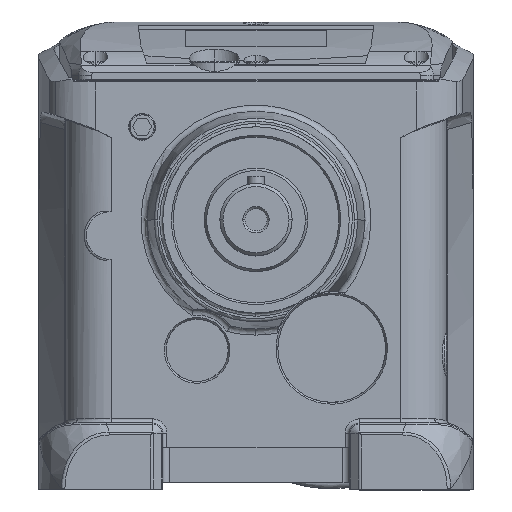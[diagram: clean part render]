
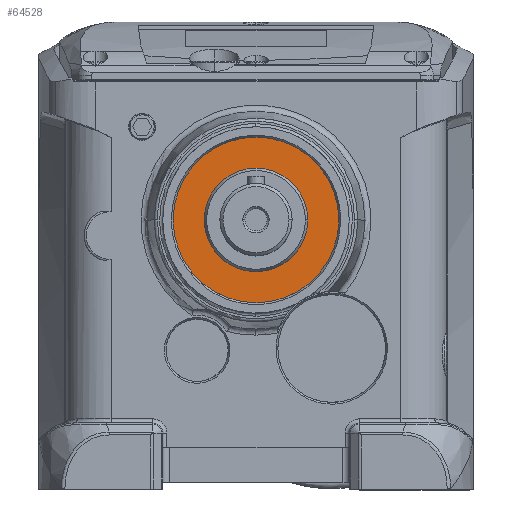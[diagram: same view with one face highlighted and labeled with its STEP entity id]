
A CAD part, top view. The second image highlights one B-rep face of the part: STEP entity #64528.
In plain terms, the highlighted planar face has unit normal (0, 0, 1).
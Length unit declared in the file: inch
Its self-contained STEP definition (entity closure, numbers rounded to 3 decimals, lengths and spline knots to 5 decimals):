
#568 = CARTESIAN_POINT ( 'NONE',  ( -5.21762, 1.48964, 5.67299 ) ) ;
#3111 = AXIS2_PLACEMENT_3D ( 'NONE', #41783, #21634, #57009 ) ;
#4418 = CIRCLE ( 'NONE', #50098, 0.98425 ) ;
#5641 = DIRECTION ( 'NONE',  ( 1., 0., 0. ) ) ;
#5683 = CARTESIAN_POINT ( 'NONE',  ( -5.21762, 1.48964, 5.67299 ) ) ;
#5813 = AXIS2_PLACEMENT_3D ( 'NONE', #51187, #20876, #56243 ) ;
#6759 = CIRCLE ( 'NONE', #63567, 1.5748 ) ;
#7611 = VERTEX_POINT ( 'NONE', #12213 ) ;
#10794 = DIRECTION ( 'NONE',  ( 1., 0., 0. ) ) ;
#12213 = CARTESIAN_POINT ( 'NONE',  ( -6.20188, 1.48964, 5.67299 ) ) ;
#12326 = ORIENTED_EDGE ( 'NONE', *, *, #12797, .F. ) ;
#12641 = VERTEX_POINT ( 'NONE', #46777 ) ;
#12797 = EDGE_CURVE ( 'NONE', #47267, #12641, #54613, .T. ) ;
#16571 = PLANE ( 'NONE',  #3111 ) ;
#17752 = DIRECTION ( 'NONE',  ( 0., 0., -1. ) ) ;
#19201 = EDGE_CURVE ( 'NONE', #7611, #63421, #4418, .T. ) ;
#20876 = DIRECTION ( 'NONE',  ( 0., 0., -1. ) ) ;
#21634 = DIRECTION ( 'NONE',  ( 0., 0., 1. ) ) ;
#25856 = ORIENTED_EDGE ( 'NONE', *, *, #38161, .T. ) ;
#35941 = DIRECTION ( 'NONE',  ( 0., 0., -1. ) ) ;
#38161 = EDGE_CURVE ( 'NONE', #63421, #7611, #46928, .T. ) ;
#40063 = ORIENTED_EDGE ( 'NONE', *, *, #51378, .F. ) ;
#41119 = DIRECTION ( 'NONE',  ( 0., 0., -1. ) ) ;
#41783 = CARTESIAN_POINT ( 'NONE',  ( -5.21762, -3.82532, 5.67299 ) ) ;
#43196 = EDGE_LOOP ( 'NONE', ( #12326, #40063 ) ) ;
#46777 = CARTESIAN_POINT ( 'NONE',  ( -6.79243, 1.48964, 5.67299 ) ) ;
#46928 = CIRCLE ( 'NONE', #5813, 0.98425 ) ;
#47267 = VERTEX_POINT ( 'NONE', #61781 ) ;
#48054 = CARTESIAN_POINT ( 'NONE',  ( -5.21762, 1.48964, 5.67299 ) ) ;
#48712 = ORIENTED_EDGE ( 'NONE', *, *, #19201, .T. ) ;
#48989 = CARTESIAN_POINT ( 'NONE',  ( -4.23337, 1.48964, 5.67299 ) ) ;
#50098 = AXIS2_PLACEMENT_3D ( 'NONE', #568, #35941, #5641 ) ;
#51187 = CARTESIAN_POINT ( 'NONE',  ( -5.21762, 1.48964, 5.67299 ) ) ;
#51378 = EDGE_CURVE ( 'NONE', #12641, #47267, #6759, .T. ) ;
#51876 = FACE_OUTER_BOUND ( 'NONE', #43196, .T. ) ;
#53129 = DIRECTION ( 'NONE',  ( 1., 0., 0. ) ) ;
#53214 = EDGE_LOOP ( 'NONE', ( #25856, #48712 ) ) ;
#54613 = CIRCLE ( 'NONE', #57094, 1.5748 ) ;
#56243 = DIRECTION ( 'NONE',  ( 1., 0., 0. ) ) ;
#57009 = DIRECTION ( 'NONE',  ( 1., 0., 0. ) ) ;
#57094 = AXIS2_PLACEMENT_3D ( 'NONE', #48054, #17752, #53129 ) ;
#61781 = CARTESIAN_POINT ( 'NONE',  ( -3.64282, 1.48964, 5.67299 ) ) ;
#63421 = VERTEX_POINT ( 'NONE', #48989 ) ;
#63567 = AXIS2_PLACEMENT_3D ( 'NONE', #5683, #41119, #10794 ) ;
#63677 = FACE_BOUND ( 'NONE', #53214, .T. ) ;
#64528 = ADVANCED_FACE ( 'NONE', ( #51876, #63677 ), #16571, .T. ) ;
